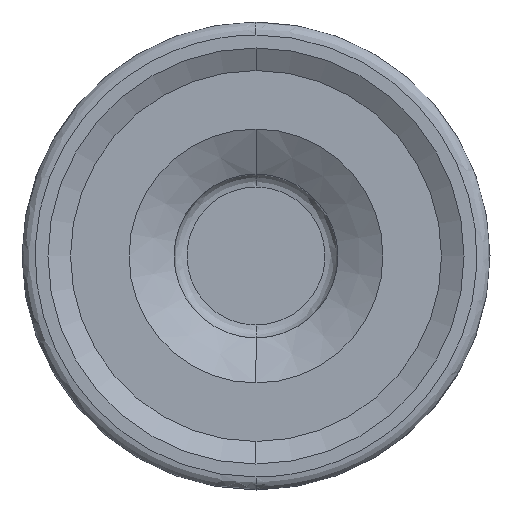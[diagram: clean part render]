
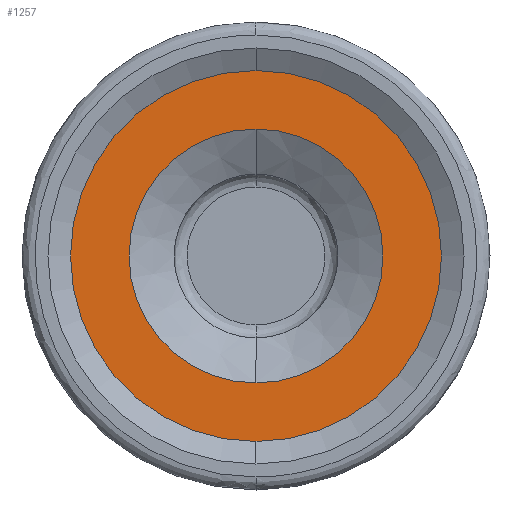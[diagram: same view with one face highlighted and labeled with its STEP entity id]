
A CAD part, left-side view. The second image highlights one B-rep face of the part: STEP entity #1257.
In plain terms, the highlighted planar face has unit normal (-1, 0, 0).
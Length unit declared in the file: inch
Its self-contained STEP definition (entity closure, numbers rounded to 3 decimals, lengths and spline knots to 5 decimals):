
#23 = CIRCLE ( 'NONE', #135, 0.28087 ) ;
#39 = VERTEX_POINT ( 'NONE', #809 ) ;
#85 = CIRCLE ( 'NONE', #1157, 0.28087 ) ;
#114 = CARTESIAN_POINT ( 'NONE',  ( 0.01969, 0., 0. ) ) ;
#121 = DIRECTION ( 'NONE',  ( -1., 0., 0. ) ) ;
#135 = AXIS2_PLACEMENT_3D ( 'NONE', #879, #121, #1009 ) ;
#180 = ORIENTED_EDGE ( 'NONE', *, *, #865, .T. ) ;
#242 = DIRECTION ( 'NONE',  ( 0., 0., 1. ) ) ;
#278 = CARTESIAN_POINT ( 'NONE',  ( 0.01969, 0., 0. ) ) ;
#372 = DIRECTION ( 'NONE',  ( -1., 0., 0. ) ) ;
#377 = CARTESIAN_POINT ( 'NONE',  ( 0.01969, 0., 0. ) ) ;
#393 = VERTEX_POINT ( 'NONE', #486 ) ;
#402 = DIRECTION ( 'NONE',  ( 0., 0., 1. ) ) ;
#411 = CIRCLE ( 'NONE', #1166, 0.19221 ) ;
#486 = CARTESIAN_POINT ( 'NONE',  ( 0.01969, 0., 0.28087 ) ) ;
#496 = ORIENTED_EDGE ( 'NONE', *, *, #1483, .T. ) ;
#498 = EDGE_CURVE ( 'NONE', #729, #393, #23, .T. ) ;
#502 = DIRECTION ( 'NONE',  ( 0., 0., 1. ) ) ;
#522 = EDGE_CURVE ( 'NONE', #533, #39, #1030, .T. ) ;
#533 = VERTEX_POINT ( 'NONE', #1642 ) ;
#612 = FACE_OUTER_BOUND ( 'NONE', #909, .T. ) ;
#616 = CARTESIAN_POINT ( 'NONE',  ( 0.01969, 0.28087, 0. ) ) ;
#729 = VERTEX_POINT ( 'NONE', #1070 ) ;
#809 = CARTESIAN_POINT ( 'NONE',  ( 0.01969, 0., 0.19221 ) ) ;
#865 = EDGE_CURVE ( 'NONE', #393, #729, #85, .T. ) ;
#879 = CARTESIAN_POINT ( 'NONE',  ( 0.01969, 0., 0. ) ) ;
#904 = FACE_BOUND ( 'NONE', #1169, .T. ) ;
#909 = EDGE_LOOP ( 'NONE', ( #180, #1237 ) ) ;
#966 = AXIS2_PLACEMENT_3D ( 'NONE', #616, #372, #1262 ) ;
#1003 = DIRECTION ( 'NONE',  ( -1., 0., 0. ) ) ;
#1009 = DIRECTION ( 'NONE',  ( 0., 0., 1. ) ) ;
#1030 = CIRCLE ( 'NONE', #1115, 0.19221 ) ;
#1063 = ORIENTED_EDGE ( 'NONE', *, *, #522, .T. ) ;
#1070 = CARTESIAN_POINT ( 'NONE',  ( 0.01969, 0., -0.28087 ) ) ;
#1115 = AXIS2_PLACEMENT_3D ( 'NONE', #377, #1267, #502 ) ;
#1157 = AXIS2_PLACEMENT_3D ( 'NONE', #114, #1003, #242 ) ;
#1164 = DIRECTION ( 'NONE',  ( 1., 0., 0. ) ) ;
#1166 = AXIS2_PLACEMENT_3D ( 'NONE', #278, #1164, #402 ) ;
#1169 = EDGE_LOOP ( 'NONE', ( #496, #1063 ) ) ;
#1237 = ORIENTED_EDGE ( 'NONE', *, *, #498, .T. ) ;
#1257 = ADVANCED_FACE ( 'NONE', ( #904, #612 ), #1633, .T. ) ;
#1262 = DIRECTION ( 'NONE',  ( 0., 0., 1. ) ) ;
#1267 = DIRECTION ( 'NONE',  ( 1., 0., 0. ) ) ;
#1483 = EDGE_CURVE ( 'NONE', #39, #533, #411, .T. ) ;
#1633 = PLANE ( 'NONE',  #966 ) ;
#1642 = CARTESIAN_POINT ( 'NONE',  ( 0.01969, 0., -0.19221 ) ) ;
